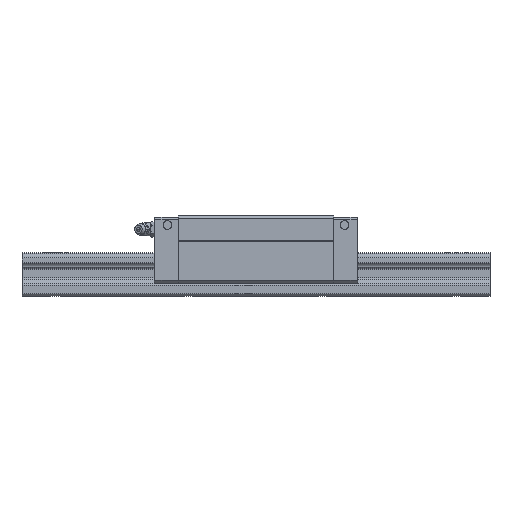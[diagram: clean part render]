
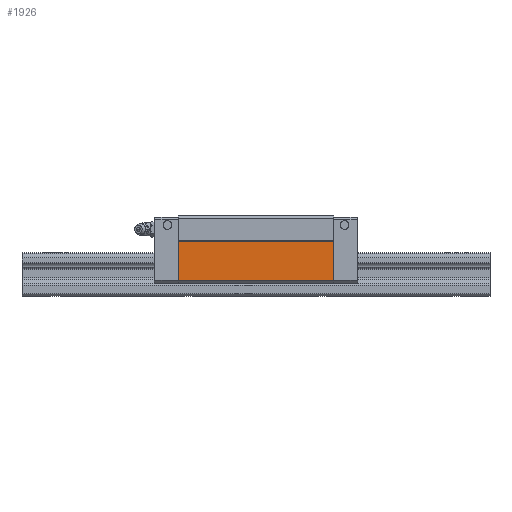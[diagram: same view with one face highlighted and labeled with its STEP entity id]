
A CAD part, top view. The second image highlights one B-rep face of the part: STEP entity #1926.
In plain terms, the highlighted planar face has unit normal (0, 0, 1).
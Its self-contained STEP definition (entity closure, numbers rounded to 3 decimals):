
#1926 = ADVANCED_FACE( '', ( #4760 ), #4761, .T. );
#2008 = EDGE_CURVE( '', #3844, #3104, #4853, .T. );
#2024 = VERTEX_POINT( '', #4871 );
#3104 = VERTEX_POINT( '', #6056 );
#3484 = EDGE_CURVE( '', #3934, #2024, #6470, .T. );
#3548 = EDGE_CURVE( '', #2024, #3104, #6539, .T. );
#3778 = EDGE_CURVE( '', #3934, #3844, #6791, .T. );
#3844 = VERTEX_POINT( '', #6861 );
#3934 = VERTEX_POINT( '', #6962 );
#4760 = FACE_OUTER_BOUND( '', #8052, .T. );
#4761 = PLANE( '', #8053 );
#4853 = LINE( '', #8217, #8218 );
#4871 = CARTESIAN_POINT( '', ( 166.5, 9., 34.5 ) );
#6056 = CARTESIAN_POINT( '', ( 73.5, 9., 34.5 ) );
#6470 = LINE( '', #10695, #10696 );
#6539 = LINE( '', #10803, #10804 );
#6791 = LINE( '', #11136, #11137 );
#6861 = CARTESIAN_POINT( '', ( 73.5, 32.8, 34.5 ) );
#6962 = CARTESIAN_POINT( '', ( 166.5, 32.8, 34.5 ) );
#8052 = EDGE_LOOP( '', ( #12476, #12477, #12478, #12479 ) );
#8053 = AXIS2_PLACEMENT_3D( '', #12480, #12481, #12482 );
#8217 = CARTESIAN_POINT( '', ( 73.5, 32.8, 34.5 ) );
#8218 = VECTOR( '', #12580, 1. );
#10695 = CARTESIAN_POINT( '', ( 166.5, 32.8, 34.5 ) );
#10696 = VECTOR( '', #14388, 1. );
#10803 = CARTESIAN_POINT( '', ( 166.5, 9., 34.5 ) );
#10804 = VECTOR( '', #14447, 1. );
#11136 = CARTESIAN_POINT( '', ( 166.5, 32.8, 34.5 ) );
#11137 = VECTOR( '', #14717, 1. );
#12476 = ORIENTED_EDGE( '', *, *, #2008, .T. );
#12477 = ORIENTED_EDGE( '', *, *, #3548, .F. );
#12478 = ORIENTED_EDGE( '', *, *, #3484, .F. );
#12479 = ORIENTED_EDGE( '', *, *, #3778, .T. );
#12480 = CARTESIAN_POINT( '', ( 166.5, 32.8, 34.5 ) );
#12481 = DIRECTION( '', ( 0., 0., 1. ) );
#12482 = DIRECTION( '', ( 0., 1., 0. ) );
#12580 = DIRECTION( '', ( 0., -1., 0. ) );
#14388 = DIRECTION( '', ( 0., -1., 0. ) );
#14447 = DIRECTION( '', ( -1., 0., 0. ) );
#14717 = DIRECTION( '', ( -1., 0., 0. ) );
